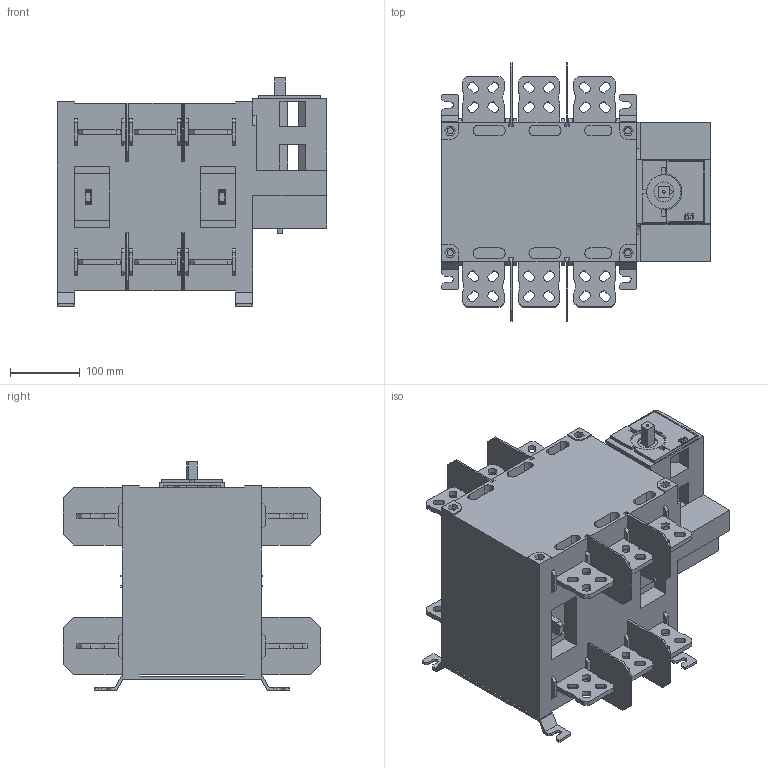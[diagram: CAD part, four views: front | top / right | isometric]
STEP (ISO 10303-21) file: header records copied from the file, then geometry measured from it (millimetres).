
FILE_DESCRIPTION((''),'2;1');
FILE_NAME('LBS_1250_3P_CO','2017-10-25T',('luka.skrinjar'),('Audax d.o.o.'),'CREO PARAMETRIC BY PTC INC, 2016050','CREO PARAMETRIC BY PTC INC, 2016050','');
FILE_SCHEMA(('AUTOMOTIVE_DESIGN { 1 0 10303 214 1 1 1 1 }'));
Length unit declared in the file: millimetre
Products named in the file (1): LBS_1250_3P_CO
Bounding box: 386 x 370 x 327.5 mm (x, y, z)
Volume: 15903872.8 mm3; surface area: 966793.8 mm2
Topology: 1 solids, 1 shells, 1259 faces, 3558 edges, 2366 vertices
Faces by surface type: plane 1018, cylinder 212, extrusion 29
Entity records: 51921 total; most frequent: CARTESIAN_POINT 7704, ORIENTED_EDGE 7116, DIRECTION 6475, PRESENTATION_STYLE_ASSIGNMENT 3562, STYLED_ITEM 3559, CURVE_STYLE 3558, EDGE_CURVE 3558, VECTOR 3043
